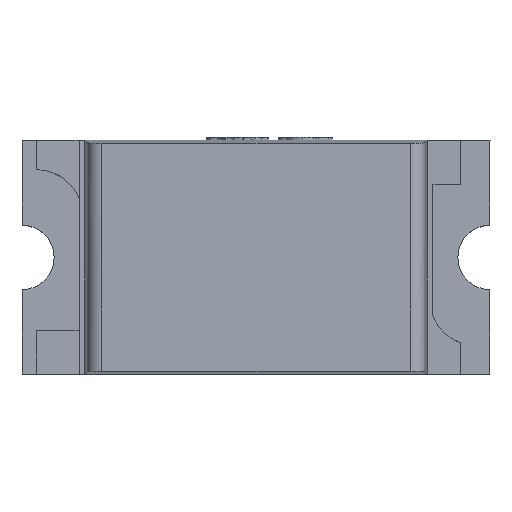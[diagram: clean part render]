
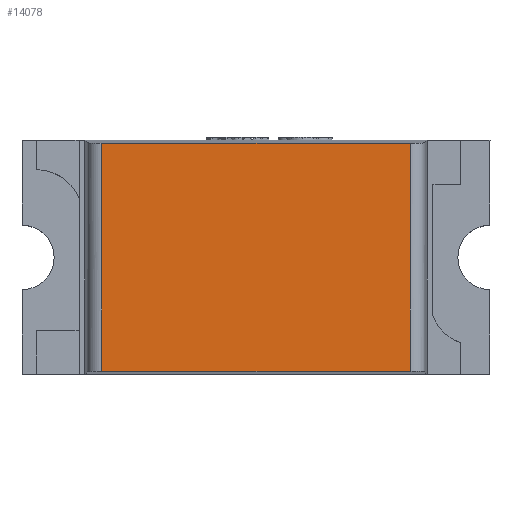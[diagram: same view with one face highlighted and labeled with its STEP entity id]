
A CAD part, top view. The second image highlights one B-rep face of the part: STEP entity #14078.
In plain terms, the highlighted planar face has unit normal (0, 0, 1).
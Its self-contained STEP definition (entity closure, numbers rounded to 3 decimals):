
#699 = CARTESIAN_POINT ( 'NONE',  ( 0.527, 0.39, 0.4 ) ) ;
#1087 = PLANE ( 'NONE',  #9333 ) ;
#1161 = VERTEX_POINT ( 'NONE', #5637 ) ;
#2004 = CARTESIAN_POINT ( 'NONE',  ( 0.527, 0.39, 0.4 ) ) ;
#3012 = CARTESIAN_POINT ( 'NONE',  ( -0.527, 0.39, 0.4 ) ) ;
#3081 = CARTESIAN_POINT ( 'NONE',  ( 0.527, -0.39, 0.4 ) ) ;
#3250 = CARTESIAN_POINT ( 'NONE',  ( -0.527, -0.39, 0.4 ) ) ;
#3307 = LINE ( 'NONE', #12991, #10130 ) ;
#5637 = CARTESIAN_POINT ( 'NONE',  ( -0.527, -0.39, 0.4 ) ) ;
#5935 = LINE ( 'NONE', #14380, #11824 ) ;
#6980 = VECTOR ( 'NONE', #11903, 1000. ) ;
#7632 = ORIENTED_EDGE ( 'NONE', *, *, #9893, .T. ) ;
#9333 = AXIS2_PLACEMENT_3D ( 'NONE', #17928, #16551, #13759 ) ;
#9642 = EDGE_CURVE ( 'NONE', #1161, #14305, #3307, .T. ) ;
#9893 = EDGE_CURVE ( 'NONE', #17674, #13297, #5935, .T. ) ;
#9918 = VECTOR ( 'NONE', #11753, 1000. ) ;
#10130 = VECTOR ( 'NONE', #16985, 1000. ) ;
#11684 = DIRECTION ( 'NONE',  ( -1., 0., 0. ) ) ;
#11753 = DIRECTION ( 'NONE',  ( 0., -1., 0. ) ) ;
#11824 = VECTOR ( 'NONE', #11684, 1000. ) ;
#11903 = DIRECTION ( 'NONE',  ( 0., 1., 0. ) ) ;
#12141 = ORIENTED_EDGE ( 'NONE', *, *, #14015, .T. ) ;
#12991 = CARTESIAN_POINT ( 'NONE',  ( -0.585, -0.39, 0.4 ) ) ;
#13185 = LINE ( 'NONE', #2004, #6980 ) ;
#13297 = VERTEX_POINT ( 'NONE', #3012 ) ;
#13759 = DIRECTION ( 'NONE',  ( 1., 0., 0. ) ) ;
#14015 = EDGE_CURVE ( 'NONE', #13297, #1161, #17302, .T. ) ;
#14078 = ADVANCED_FACE ( 'NONE', ( #15096 ), #1087, .T. ) ;
#14305 = VERTEX_POINT ( 'NONE', #3081 ) ;
#14380 = CARTESIAN_POINT ( 'NONE',  ( -0.585, 0.39, 0.4 ) ) ;
#14456 = ORIENTED_EDGE ( 'NONE', *, *, #9642, .T. ) ;
#15096 = FACE_OUTER_BOUND ( 'NONE', #17170, .T. ) ;
#15708 = EDGE_CURVE ( 'NONE', #14305, #17674, #13185, .T. ) ;
#16551 = DIRECTION ( 'NONE',  ( 0., 0., 1. ) ) ;
#16921 = ORIENTED_EDGE ( 'NONE', *, *, #15708, .T. ) ;
#16985 = DIRECTION ( 'NONE',  ( 1., 0., 0. ) ) ;
#17170 = EDGE_LOOP ( 'NONE', ( #14456, #16921, #7632, #12141 ) ) ;
#17302 = LINE ( 'NONE', #3250, #9918 ) ;
#17674 = VERTEX_POINT ( 'NONE', #699 ) ;
#17928 = CARTESIAN_POINT ( 'NONE',  ( 0., 0., 0.4 ) ) ;
